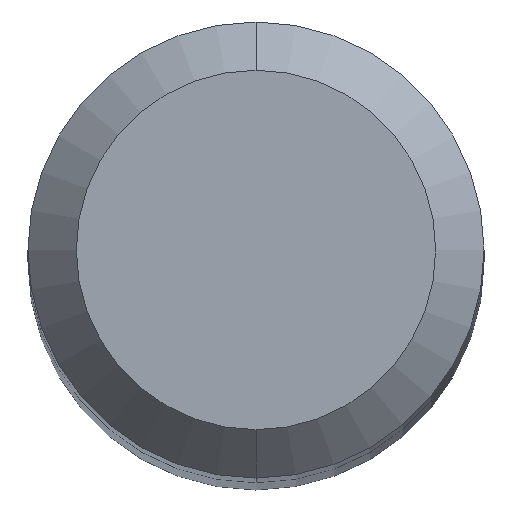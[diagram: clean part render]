
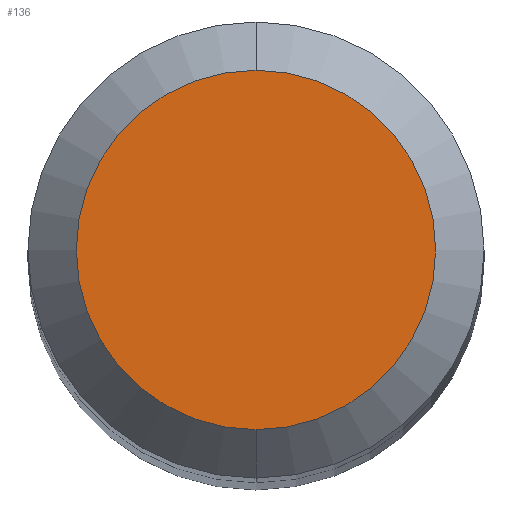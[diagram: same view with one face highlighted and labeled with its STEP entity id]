
A CAD part, top view. The second image highlights one B-rep face of the part: STEP entity #136.
In plain terms, the highlighted planar face has unit normal (0, 0, 1).
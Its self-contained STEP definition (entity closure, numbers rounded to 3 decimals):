
#23 = CARTESIAN_POINT ( 'NONE',  ( 0., 0., 101. ) ) ;
#48 = EDGE_CURVE ( 'NONE', #119, #190, #255, .T. ) ;
#50 = CARTESIAN_POINT ( 'NONE',  ( 0., -2.6, 101. ) ) ;
#76 = CARTESIAN_POINT ( 'NONE',  ( 0., 0., 101. ) ) ;
#78 = DIRECTION ( 'NONE',  ( 0., 0., -1. ) ) ;
#98 = AXIS2_PLACEMENT_3D ( 'NONE', #76, #248, #249 ) ;
#118 = ORIENTED_EDGE ( 'NONE', *, *, #48, .F. ) ;
#119 = VERTEX_POINT ( 'NONE', #50 ) ;
#123 = CIRCLE ( 'NONE', #98, 2.6 ) ;
#127 = PLANE ( 'NONE',  #306 ) ;
#136 = ADVANCED_FACE ( 'NONE', ( #151 ), #127, .F. ) ;
#151 = FACE_OUTER_BOUND ( 'NONE', #259, .T. ) ;
#175 = CARTESIAN_POINT ( 'NONE',  ( 0., 0., 101. ) ) ;
#184 = ORIENTED_EDGE ( 'NONE', *, *, #196, .F. ) ;
#190 = VERTEX_POINT ( 'NONE', #195 ) ;
#195 = CARTESIAN_POINT ( 'NONE',  ( 0., 2.6, 101. ) ) ;
#196 = EDGE_CURVE ( 'NONE', #190, #119, #123, .T. ) ;
#197 = AXIS2_PLACEMENT_3D ( 'NONE', #23, #273, #330 ) ;
#225 = DIRECTION ( 'NONE',  ( 0., 1., 0. ) ) ;
#248 = DIRECTION ( 'NONE',  ( 0., 0., -1. ) ) ;
#249 = DIRECTION ( 'NONE',  ( 0., 1., 0. ) ) ;
#255 = CIRCLE ( 'NONE', #197, 2.6 ) ;
#259 = EDGE_LOOP ( 'NONE', ( #184, #118 ) ) ;
#273 = DIRECTION ( 'NONE',  ( 0., 0., -1. ) ) ;
#306 = AXIS2_PLACEMENT_3D ( 'NONE', #175, #78, #225 ) ;
#330 = DIRECTION ( 'NONE',  ( 0., 1., 0. ) ) ;
